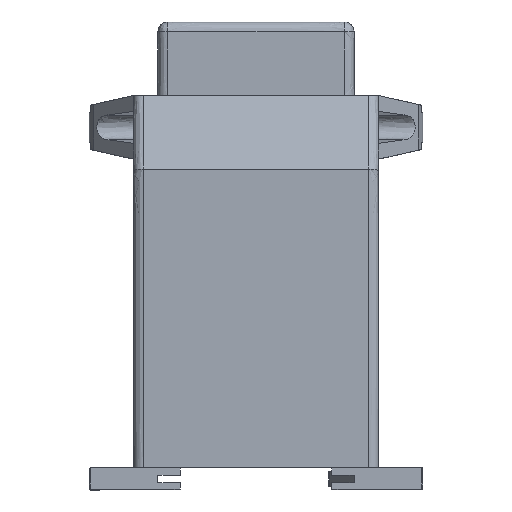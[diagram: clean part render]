
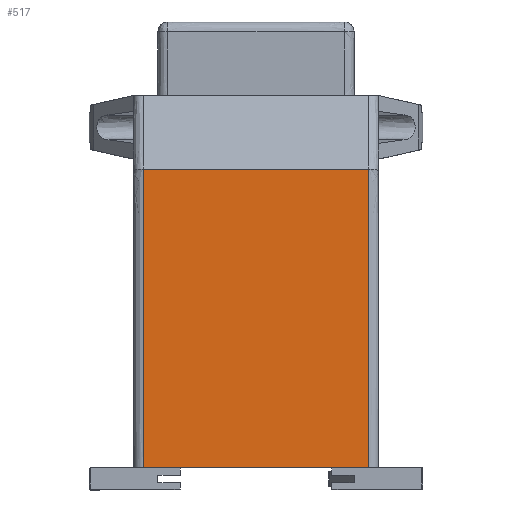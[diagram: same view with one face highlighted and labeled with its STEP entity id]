
A CAD part, left-side view. The second image highlights one B-rep face of the part: STEP entity #517.
In plain terms, the highlighted free-form (B-spline) face has degree [1, 1] with [2, 2] control points.
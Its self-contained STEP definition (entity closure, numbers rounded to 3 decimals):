
#517=ADVANCED_FACE($,(#945),#5659,.T.);
#945=FACE_OUTER_BOUND($,#1385,.T.);
#1385=EDGE_LOOP($,(#3255,#3256,#3257,#3258));
#3255=ORIENTED_EDGE($,*,*,#4499,.T.);
#3256=ORIENTED_EDGE($,*,*,#4498,.F.);
#3257=ORIENTED_EDGE($,*,*,#4384,.F.);
#3258=ORIENTED_EDGE($,*,*,#4497,.F.);
#4384=EDGE_CURVE($,#5124,#5123,#17045,.T.);
#4497=EDGE_CURVE($,#5201,#5124,#17150,.T.);
#4498=EDGE_CURVE($,#5123,#5202,#17151,.T.);
#4499=EDGE_CURVE($,#5201,#5202,#17152,.T.);
#5123=VERTEX_POINT($,#16179);
#5124=VERTEX_POINT($,#16180);
#5201=VERTEX_POINT($,#16257);
#5202=VERTEX_POINT($,#16258);
#5659=B_SPLINE_SURFACE_WITH_KNOTS($,1,1,((#15757,#15758),(#15759,#15760)),
.UNSPECIFIED.,.F.,.F.,.F.,(2,2),(2,2),(2.,48.),(15.,76.),.UNSPECIFIED.);
#14504=CARTESIAN_POINT($,(0.,2.,4.5));
#14505=CARTESIAN_POINT($,(0.,48.,4.5));
#14998=CARTESIAN_POINT($,(0.,2.,65.5));
#14999=CARTESIAN_POINT($,(0.,2.,45.167));
#15000=CARTESIAN_POINT($,(0.,2.,24.833));
#15001=CARTESIAN_POINT($,(0.,2.,4.5));
#15002=CARTESIAN_POINT($,(0.,48.,4.5));
#15003=CARTESIAN_POINT($,(0.,48.,24.833));
#15004=CARTESIAN_POINT($,(0.,48.,45.167));
#15005=CARTESIAN_POINT($,(0.,48.,65.5));
#15006=CARTESIAN_POINT($,(0.,2.,65.5));
#15007=CARTESIAN_POINT($,(0.,48.,65.5));
#15757=CARTESIAN_POINT($,(0.,2.,65.5));
#15758=CARTESIAN_POINT($,(0.,2.,4.5));
#15759=CARTESIAN_POINT($,(0.,48.,65.5));
#15760=CARTESIAN_POINT($,(0.,48.,4.5));
#16179=CARTESIAN_POINT($,(0.,48.,4.5));
#16180=CARTESIAN_POINT($,(0.,2.,4.5));
#16257=CARTESIAN_POINT($,(0.,2.,65.5));
#16258=CARTESIAN_POINT($,(0.,48.,65.5));
#17045=B_SPLINE_CURVE_WITH_KNOTS($,1,(#14504,#14505),.UNSPECIFIED.,.F.,.F.,
(2,2),(2.,48.),.UNSPECIFIED.);
#17150=B_SPLINE_CURVE_WITH_KNOTS($,3,(#14998,#14999,#15000,#15001),.UNSPECIFIED.,
.F.,.F.,(4,4),(15.,76.),.UNSPECIFIED.);
#17151=B_SPLINE_CURVE_WITH_KNOTS($,3,(#15002,#15003,#15004,#15005),.UNSPECIFIED.,
.F.,.F.,(4,4),(0.,61.),.UNSPECIFIED.);
#17152=B_SPLINE_CURVE_WITH_KNOTS($,1,(#15006,#15007),.UNSPECIFIED.,.F.,.F.,
(2,2),(4.,50.),.UNSPECIFIED.);
